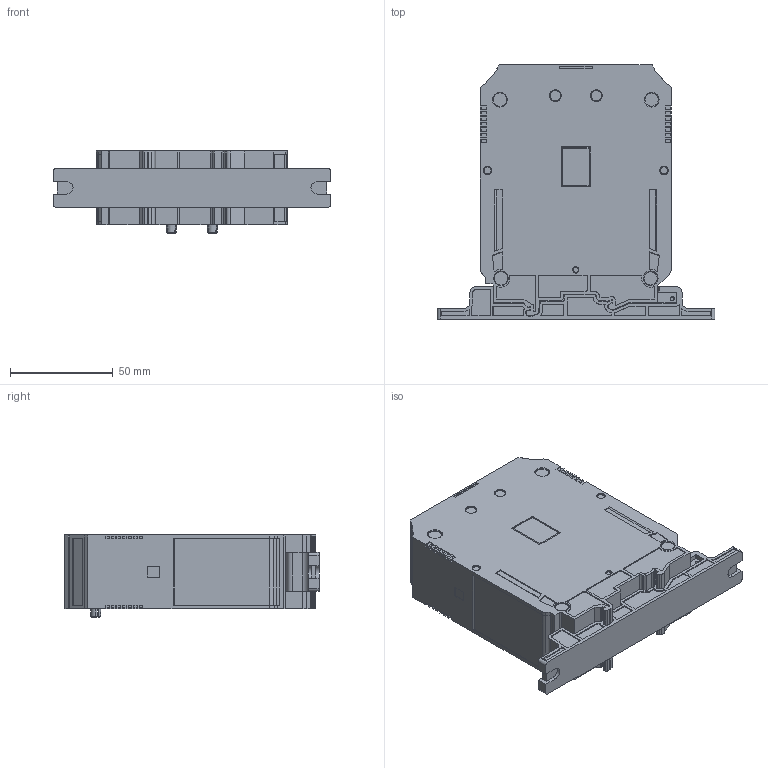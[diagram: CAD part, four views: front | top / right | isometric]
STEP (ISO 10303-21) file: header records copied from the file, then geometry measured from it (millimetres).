
FILE_DESCRIPTION (( 'STEP AP214' ), '1' );
FILE_NAME ('304480_AVK PB 240.STP', '2013-11-12T07:08:43', ( 'arge' ), ( 'Microsoft' ), 'SwSTEP 2.0', 'SolidWorks 2013', '' );
FILE_SCHEMA (( 'AUTOMOTIVE_DESIGN' ));
Length unit declared in the file: millimetre
Products named in the file (1): 304480_AVK PB 240
Bounding box: 135.4 x 123.97 x 40 mm (x, y, z)
Volume: 395304.5 mm3; surface area: 47397.8 mm2
Topology: 1 solids, 2 shells, 997 faces, 2747 edges, 1812 vertices
Faces by surface type: plane 705, cylinder 158, cone 134
Entity records: 40817 total; most frequent: CARTESIAN_POINT 5810, ORIENTED_EDGE 5494, DIRECTION 5220, EDGE_CURVE 2747, VECTOR 2118, LINE 2118, VERTEX_POINT 1812, AXIS2_PLACEMENT_3D 1551
